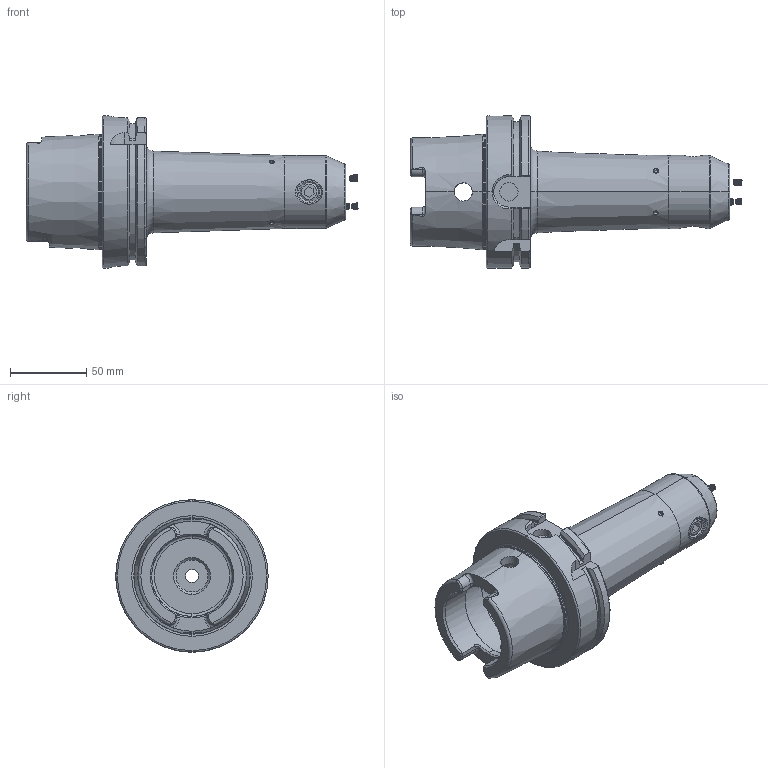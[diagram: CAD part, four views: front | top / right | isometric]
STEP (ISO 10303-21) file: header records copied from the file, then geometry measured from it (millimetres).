
FILE_DESCRIPTION (( 'STEP AP203' ), '1' );
FILE_NAME ('91100A-WK16160.STEP', '2023-04-29T13:36:11', ( '' ), ( '' ), 'SwSTEP 2.0', 'SolidWorks 2018', '' );
FILE_SCHEMA (( 'CONFIG_CONTROL_DESIGN' ));
Length unit declared in the file: millimetre
Products named in the file (5): HSKA100EK16160WW; GS-M14X16-DIN1835-B_ISO 4026 - M12 x 12-N; GS-M4X4_DIN 913 - M4 x 4-N; HSKA100EK16160WW_ISO; 91100A-WK16160
Assembly tree (11 placements, depth 3):
  91100A-WK16160
    HSKA100EK16160WW_ISO
      HSKA100EK16160WW
      GS-M14X16-DIN1835-B_ISO 4026 - M12 x 12-N
      GS-M4X4_DIN 913 - M4 x 4-N  x8
Bounding box: 218.11 x 100 x 100 mm (x, y, z)
Volume: 489782.8 mm3; surface area: 78313.9 mm2
Topology: 10 solids, 10 shells, 611 faces, 1551 edges, 973 vertices
Faces by surface type: cone 263, cylinder 156, plane 139, torus 33, bspline 18, sphere 2
Entity records: 12750 total; most frequent: CARTESIAN_POINT 5462, ORIENTED_EDGE 1418, DIRECTION 1338, EDGE_CURVE 709, AXIS2_PLACEMENT_3D 540, VERTEX_POINT 441, EDGE_LOOP 314, FACE_OUTER_BOUND 282
